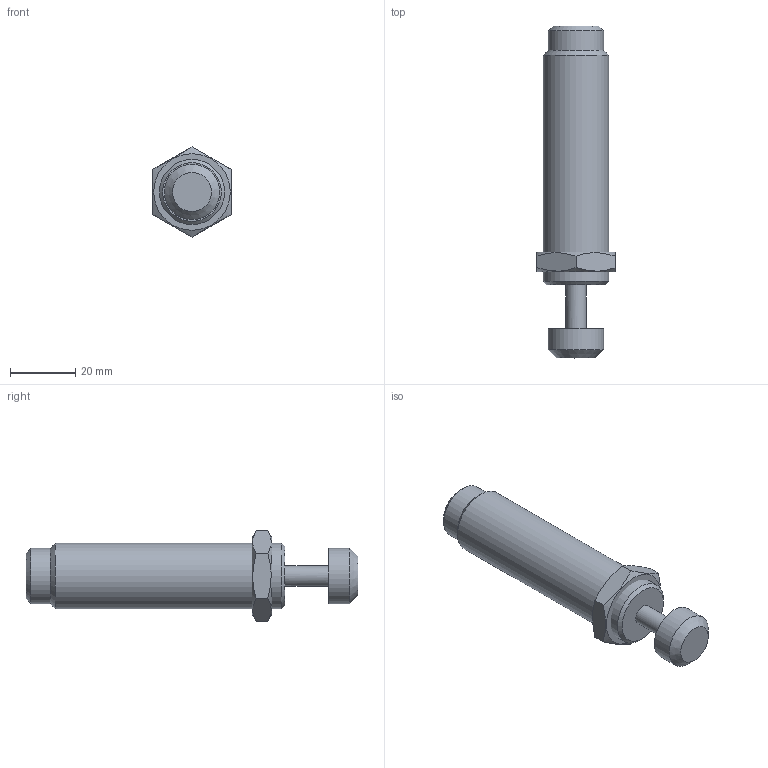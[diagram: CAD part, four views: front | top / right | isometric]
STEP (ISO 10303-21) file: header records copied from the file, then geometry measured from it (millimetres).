
FILE_DESCRIPTION((''),'2;1');
FILE_NAME('MSL-S2.stp','2012-11-22T13:15:29',('hartung_david'),(''),'Autodesk Inventor 2012','Autodesk Inventor 2012','');
FILE_SCHEMA(('AUTOMOTIVE_DESIGN { 1 0 10303 214 1 1 1 1 }'));
Length unit declared in the file: millimetre
Products named in the file (4): MSL-S2-1; MSL-S2-1-030; MSL-S2-1-020; MSL-S2-1-010
Assembly tree (3 placements, depth 2):
  MSL-S2-1
    MSL-S2-1-030
    MSL-S2-1-020
    MSL-S2-1-010
Bounding box: 24 x 102 x 27.71 mm (x, y, z)
Volume: 26947.3 mm3; surface area: 8272.6 mm2
Topology: 3 solids, 3 shells, 39 faces, 82 edges, 51 vertices
Faces by surface type: plane 26, cone 7, cylinder 6
Full cylindrical faces by diameter (mm): 6.2 x2, 17 x2, 18.376 x1, 20 x1
Entity records: 1096 total; most frequent: CARTESIAN_POINT 182, DIRECTION 168, ORIENTED_EDGE 130, AXIS2_PLACEMENT_3D 69, EDGE_CURVE 65, EDGE_LOOP 56, VERTEX_POINT 47, STYLED_ITEM 42
